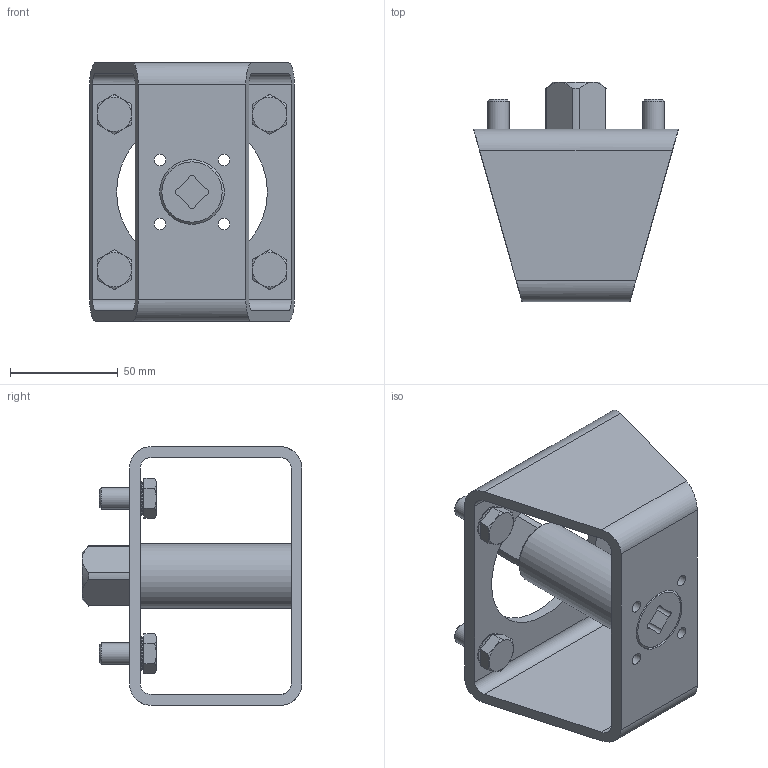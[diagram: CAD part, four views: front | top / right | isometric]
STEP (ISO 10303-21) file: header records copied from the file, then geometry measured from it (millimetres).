
FILE_DESCRIPTION(/* description */ ('STEP AP214'),/* implementation_level */ '2;1');
FILE_NAME(/* name */ '8133487_DARQ-K-V-F10S22-F04S11-R13',/* time_stamp */ '2024-08-14T15:56:35+02:00',/* author */ ('License CC BY-ND 4.0'),/* organization */ ('CADENAS'),/* preprocessor_version */ 'ST-DEVELOPER v19.3',/* originating_system */ 'PARTsolutions',/* authorisation */ ' ');
FILE_SCHEMA (('AUTOMOTIVE_DESIGN {1 0 10303 214 3 1 1}'));
Length unit declared in the file: millimetre
Products named in the file (5): 8133487 DARQ-K-V-F10S22-F04S11-R13; 8133484 DARQ-B-F10-F04-R13---(high); 8133485 DARQ-V-F07S22-F04S11-80---(K); 690069 S 10 A2; ISO 4017 M10x20(F)
Assembly tree (10 placements, depth 2):
  8133487 DARQ-K-V-F10S22-F04S11-R13
    8133484 DARQ-B-F10-F04-R13---(high)
    8133485 DARQ-V-F07S22-F04S11-80---(K)
    690069 S 10 A2  x4
    ISO 4017 M10x20(F)  x4
Bounding box: 95 x 102 x 120 mm (x, y, z)
Volume: 184850.9 mm3; surface area: 67308.8 mm2
Topology: 10 solids, 10 shells, 154 faces, 337 edges, 204 vertices
Faces by surface type: plane 65, cylinder 43, cone 42, torus 4
Full cylindrical faces by diameter (mm): 5.5 x4, 10 x4, 10.5 x4, 11 x4, 14.63 x4, 16 x4, 30 x2, 70 x1
Entity records: 2486 total; most frequent: CARTESIAN_POINT 451, DIRECTION 416, ORIENTED_EDGE 342, AXIS2_PLACEMENT_3D 172, EDGE_CURVE 171, EDGE_LOOP 128, FACE_BOUND 128, VERTEX_POINT 119
